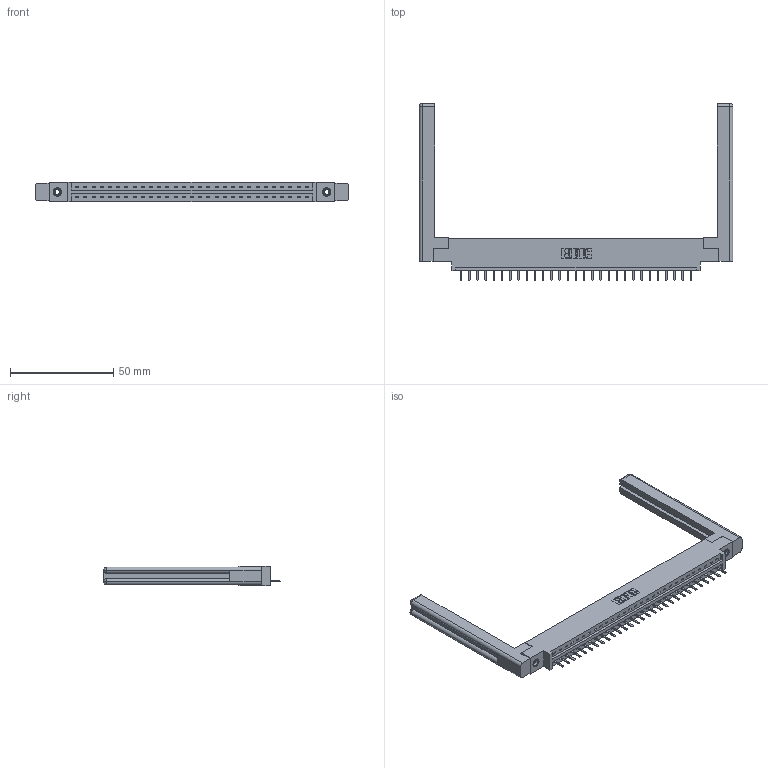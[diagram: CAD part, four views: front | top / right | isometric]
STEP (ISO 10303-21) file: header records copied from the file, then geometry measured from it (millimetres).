
FILE_DESCRIPTION (( 'STEP AP203' ), '1' );
FILE_NAME ('337-029-520-658.STEP', '2019-09-30T21:54:01', ( '' ), ( '' ), 'SwSTEP 2.0', 'SolidWorks 2016', '' );
FILE_SCHEMA (( 'CONFIG_CONTROL_DESIGN' ));
Length unit declared in the file: inch
Products named in the file (5): 337 Part_0.170 Offset - 0.156 Dia-TI; 345-292-001_345-293-120; 345-250-001_345-250-001-102; 337-029-520-658; 307-220-058
Assembly tree (34 placements, depth 2):
  337-029-520-658
    337 Part_0.170 Offset - 0.156 Dia-TI
    345-292-001_345-293-120  x29
    345-250-001_345-250-001-102  x2
    307-220-058  x2
Bounding box: 151.54 x 85.43 x 9.4 mm (x, y, z)
Volume: 22548.2 mm3; surface area: 20836.2 mm2
Topology: 34 solids, 34 shells, 2174 faces, 6361 edges, 4150 vertices
Faces by surface type: plane 1550, cylinder 600, cone 12, torus 12
Entity records: 26118 total; most frequent: CARTESIAN_POINT 4560, ORIENTED_EDGE 4452, DIRECTION 3872, EDGE_CURVE 2226, LINE 2046, VECTOR 2046, VERTEX_POINT 1474, AXIS2_PLACEMENT_3D 913
